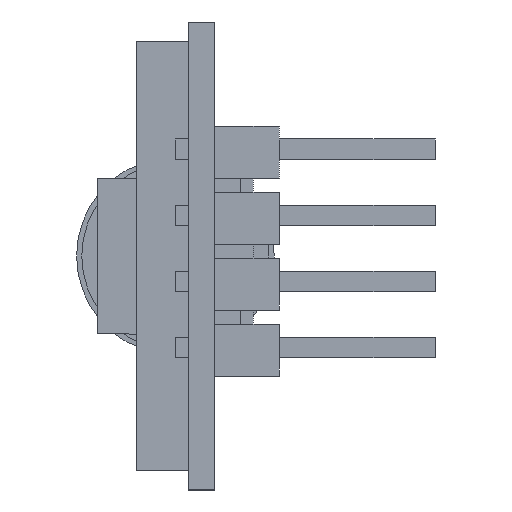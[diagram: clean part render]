
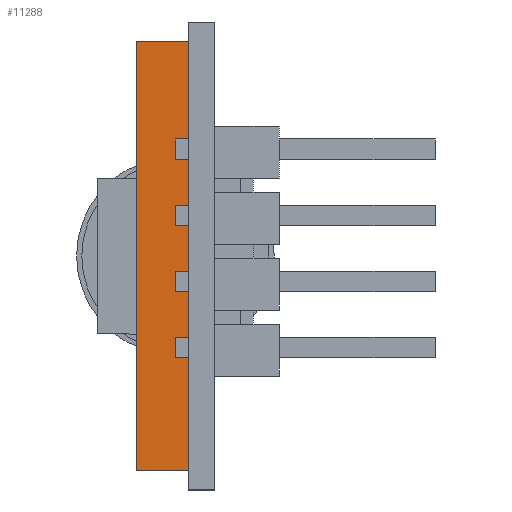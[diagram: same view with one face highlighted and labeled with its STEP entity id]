
A CAD part, left-side view. The second image highlights one B-rep face of the part: STEP entity #11288.
In plain terms, the highlighted planar face has unit normal (-1, 0, 0).
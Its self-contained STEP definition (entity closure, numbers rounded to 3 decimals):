
#295 = EDGE_CURVE ( 'NONE', #7480, #16899, #17905, .T. ) ;
#2436 = CARTESIAN_POINT ( 'NONE',  ( -11.25, 3., -8.25 ) ) ;
#2617 = DIRECTION ( 'NONE',  ( 0., -1., 0. ) ) ;
#3059 = ORIENTED_EDGE ( 'NONE', *, *, #14786, .F. ) ;
#4226 = CARTESIAN_POINT ( 'NONE',  ( -11.25, 3., 8.25 ) ) ;
#4289 = EDGE_LOOP ( 'NONE', ( #20491, #19479, #3059, #22167 ) ) ;
#4353 = DIRECTION ( 'NONE',  ( 0., 0., -1. ) ) ;
#4720 = PLANE ( 'NONE',  #14074 ) ;
#5375 = VERTEX_POINT ( 'NONE', #22347 ) ;
#5510 = EDGE_CURVE ( 'NONE', #5375, #16899, #11822, .T. ) ;
#5554 = VERTEX_POINT ( 'NONE', #13009 ) ;
#5990 = CARTESIAN_POINT ( 'NONE',  ( -11.25, 1., 8.25 ) ) ;
#6305 = DIRECTION ( 'NONE',  ( 1., 0., 0. ) ) ;
#6818 = VECTOR ( 'NONE', #16970, 1000. ) ;
#7480 = VERTEX_POINT ( 'NONE', #4226 ) ;
#9174 = VECTOR ( 'NONE', #2617, 1000. ) ;
#10129 = DIRECTION ( 'NONE',  ( 0., 0., 1. ) ) ;
#10161 = CARTESIAN_POINT ( 'NONE',  ( -11.25, 3., 8.25 ) ) ;
#11288 = ADVANCED_FACE ( 'NONE', ( #19060 ), #4720, .F. ) ;
#11496 = LINE ( 'NONE', #20825, #16521 ) ;
#11822 = LINE ( 'NONE', #19225, #18458 ) ;
#13009 = CARTESIAN_POINT ( 'NONE',  ( -11.25, 3., -8.25 ) ) ;
#14074 = AXIS2_PLACEMENT_3D ( 'NONE', #2436, #6305, #4353 ) ;
#14786 = EDGE_CURVE ( 'NONE', #5554, #7480, #20264, .T. ) ;
#15110 = EDGE_CURVE ( 'NONE', #5554, #5375, #11496, .T. ) ;
#16521 = VECTOR ( 'NONE', #19010, 1000. ) ;
#16899 = VERTEX_POINT ( 'NONE', #5990 ) ;
#16970 = DIRECTION ( 'NONE',  ( 0., 0., 1. ) ) ;
#17905 = LINE ( 'NONE', #10161, #9174 ) ;
#18458 = VECTOR ( 'NONE', #10129, 1000. ) ;
#19010 = DIRECTION ( 'NONE',  ( 0., -1., 0. ) ) ;
#19060 = FACE_OUTER_BOUND ( 'NONE', #4289, .T. ) ;
#19225 = CARTESIAN_POINT ( 'NONE',  ( -11.25, 1., -8.25 ) ) ;
#19479 = ORIENTED_EDGE ( 'NONE', *, *, #295, .F. ) ;
#20264 = LINE ( 'NONE', #22182, #6818 ) ;
#20491 = ORIENTED_EDGE ( 'NONE', *, *, #5510, .T. ) ;
#20825 = CARTESIAN_POINT ( 'NONE',  ( -11.25, 3., -8.25 ) ) ;
#22167 = ORIENTED_EDGE ( 'NONE', *, *, #15110, .T. ) ;
#22182 = CARTESIAN_POINT ( 'NONE',  ( -11.25, 3., -8.25 ) ) ;
#22347 = CARTESIAN_POINT ( 'NONE',  ( -11.25, 1., -8.25 ) ) ;
